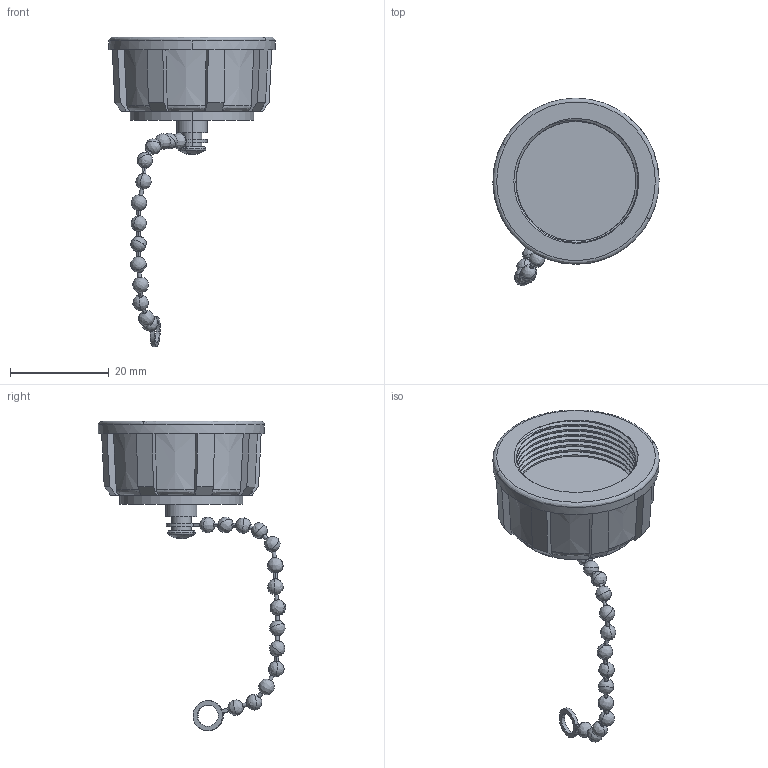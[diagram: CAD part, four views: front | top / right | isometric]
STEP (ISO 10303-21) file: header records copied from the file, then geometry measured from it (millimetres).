
FILE_DESCRIPTION (( 'STEP AP203' ), '1' );
FILE_NAME ('Part2^41695.STEP', '2015-06-10T16:42:01', ( '' ), ( '' ), 'SwSTEP 2.0', 'SolidWorks 2014', '' );
FILE_SCHEMA (( 'CONFIG_CONTROL_DESIGN' ));
Length unit declared in the file: inch
Products named in the file (1): Part2^41695
Bounding box: 33.6 x 37.9 x 62.66 mm (x, y, z)
Volume: 8351.8 mm3; surface area: 5187.6 mm2
Topology: 2 solids, 2 shells, 181 faces, 529 edges, 325 vertices
Faces by surface type: plane 64, cylinder 58, bspline 47, cone 12
Entity records: 8413 total; most frequent: CARTESIAN_POINT 4154, ORIENTED_EDGE 954, DIRECTION 764, EDGE_CURVE 477, VERTEX_POINT 325, AXIS2_PLACEMENT_3D 285, EDGE_LOOP 210, VECTOR 194
